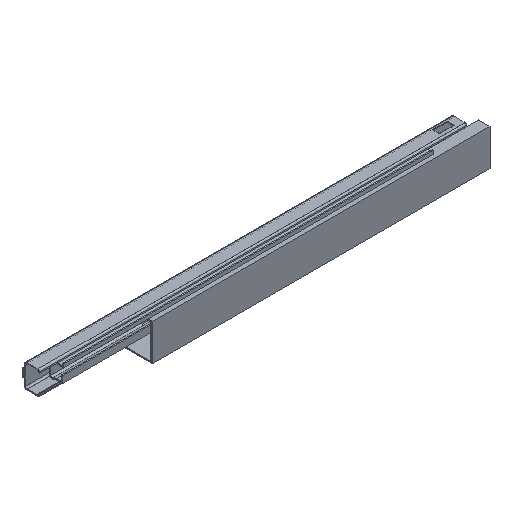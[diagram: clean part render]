
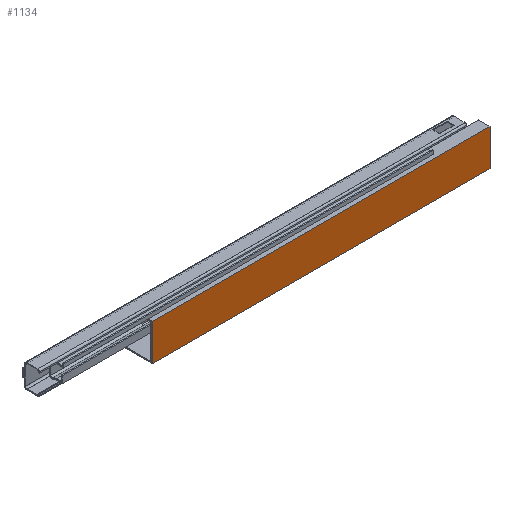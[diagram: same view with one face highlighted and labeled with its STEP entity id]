
A CAD part, isometric view. The second image highlights one B-rep face of the part: STEP entity #1134.
In plain terms, the highlighted planar face has unit normal (0, -1, 0).
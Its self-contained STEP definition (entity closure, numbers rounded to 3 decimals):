
#162 = LINE ( 'NONE', #3601, #4395 ) ;
#180 = CARTESIAN_POINT ( 'NONE',  ( 0., 0., 0. ) ) ;
#387 = VECTOR ( 'NONE', #4381, 1000. ) ;
#765 = VECTOR ( 'NONE', #2424, 1000. ) ;
#1025 = VERTEX_POINT ( 'NONE', #3335 ) ;
#1134 = ADVANCED_FACE ( 'NONE', ( #3752 ), #6673, .F. ) ;
#1211 = EDGE_CURVE ( 'NONE', #2558, #7117, #7068, .T. ) ;
#1746 = LINE ( 'NONE', #5813, #765 ) ;
#1824 = AXIS2_PLACEMENT_3D ( 'NONE', #4358, #5577, #3191 ) ;
#1892 = DIRECTION ( 'NONE',  ( 0., 0., -1. ) ) ;
#2424 = DIRECTION ( 'NONE',  ( -1., 0., 0. ) ) ;
#2558 = VERTEX_POINT ( 'NONE', #2937 ) ;
#2937 = CARTESIAN_POINT ( 'NONE',  ( 0., 0., 45. ) ) ;
#3191 = DIRECTION ( 'NONE',  ( 0., 0., 1. ) ) ;
#3335 = CARTESIAN_POINT ( 'NONE',  ( 415., 0., 0. ) ) ;
#3601 = CARTESIAN_POINT ( 'NONE',  ( 415., 0., 45. ) ) ;
#3640 = CARTESIAN_POINT ( 'NONE',  ( 0., 0., 45. ) ) ;
#3681 = DIRECTION ( 'NONE',  ( 0., 0., -1. ) ) ;
#3752 = FACE_OUTER_BOUND ( 'NONE', #5740, .T. ) ;
#3882 = ORIENTED_EDGE ( 'NONE', *, *, #6202, .F. ) ;
#4037 = EDGE_CURVE ( 'NONE', #1025, #7117, #1746, .T. ) ;
#4358 = CARTESIAN_POINT ( 'NONE',  ( 415., 0., 45. ) ) ;
#4381 = DIRECTION ( 'NONE',  ( -1., 0., 0. ) ) ;
#4395 = VECTOR ( 'NONE', #1892, 1000. ) ;
#5577 = DIRECTION ( 'NONE',  ( 0., 1., 0. ) ) ;
#5740 = EDGE_LOOP ( 'NONE', ( #5797, #7364, #3882, #5835 ) ) ;
#5797 = ORIENTED_EDGE ( 'NONE', *, *, #1211, .T. ) ;
#5813 = CARTESIAN_POINT ( 'NONE',  ( 415., 0., 0. ) ) ;
#5835 = ORIENTED_EDGE ( 'NONE', *, *, #7211, .T. ) ;
#6024 = LINE ( 'NONE', #7221, #387 ) ;
#6202 = EDGE_CURVE ( 'NONE', #7485, #1025, #162, .T. ) ;
#6316 = CARTESIAN_POINT ( 'NONE',  ( 415., 0., 45. ) ) ;
#6317 = VECTOR ( 'NONE', #3681, 1000. ) ;
#6673 = PLANE ( 'NONE',  #1824 ) ;
#7068 = LINE ( 'NONE', #3640, #6317 ) ;
#7117 = VERTEX_POINT ( 'NONE', #180 ) ;
#7211 = EDGE_CURVE ( 'NONE', #7485, #2558, #6024, .T. ) ;
#7221 = CARTESIAN_POINT ( 'NONE',  ( 415., 0., 45. ) ) ;
#7364 = ORIENTED_EDGE ( 'NONE', *, *, #4037, .F. ) ;
#7485 = VERTEX_POINT ( 'NONE', #6316 ) ;
